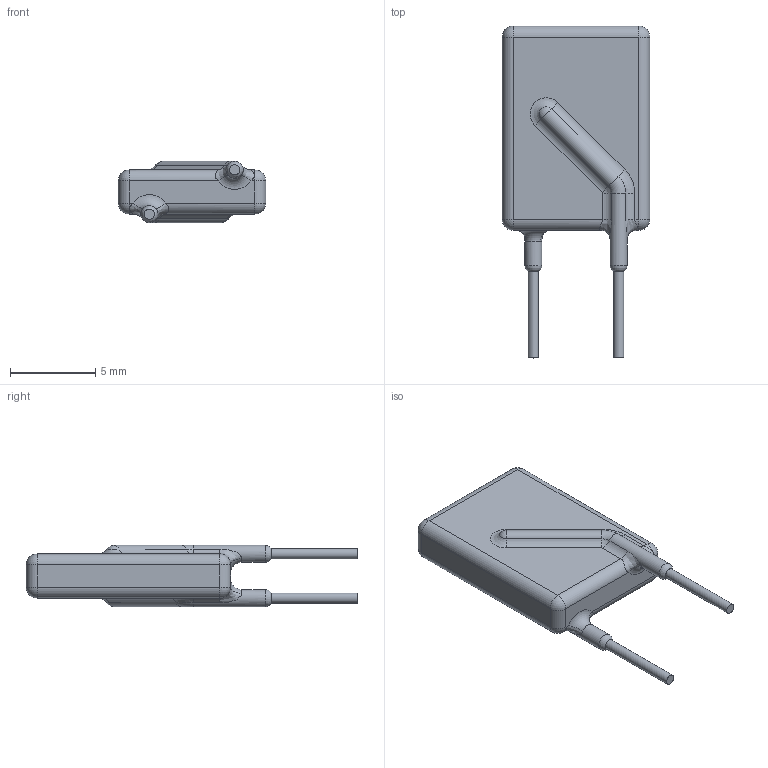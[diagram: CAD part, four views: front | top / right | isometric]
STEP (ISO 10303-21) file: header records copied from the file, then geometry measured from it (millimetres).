
FILE_DESCRIPTION(('CAx-IF Rec.Pracs.---Model Styling and Organization---1.5---2016-08-15','CAx-IF Rec.Pracs.---Geometric and Assembly Validation Properties---4.4---2016-08-17','CAx-IF Rec.Pracs.---User Defined Attributes---1.5---2016-08-15','CAx-IF Rec.Pracs.---External References---2.1---2005-01-19'),'2;1');
FILE_NAME('2cdc4f6a-a7c5-4f04-b94b-106994f23e11.SLDPRT.cdx.stp','2019-02-04T18:36:16',('Unspecified'),('Unspecified'),'CAD Exchanger 3.5.2 (cadexchanger.com)','Unspecified','');
FILE_SCHEMA(('AUTOMOTIVE_DESIGN { 1 0 10303 214 1 1 1 1 }'));
Length unit declared in the file: millimetre
Products named in the file (1): 2cdc4f6a-a7c5-4f04-b94b-106994f23e11
Bounding box: 8.66 x 19.48 x 3.6 mm (x, y, z)
Volume: 277.3 mm3; surface area: 329.6 mm2
Topology: 1 solids, 1 shells, 62 faces, 144 edges, 76 vertices
Faces by surface type: cylinder 28, torus 12, sphere 10, plane 8, bspline 4
Full cylindrical faces by diameter (mm): 0.6 x2, 1 x2
Entity records: 2598 total; most frequent: CARTESIAN_POINT 756, DIRECTION 306, ORIENTED_EDGE 272, EDGE_CURVE 136, AXIS2_PLACEMENT_3D 131, VERTEX_POINT 76, CIRCLE 72, ADVANCED_FACE 62
